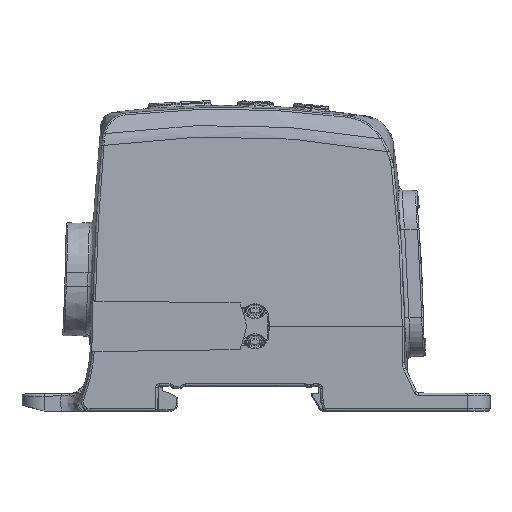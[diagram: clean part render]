
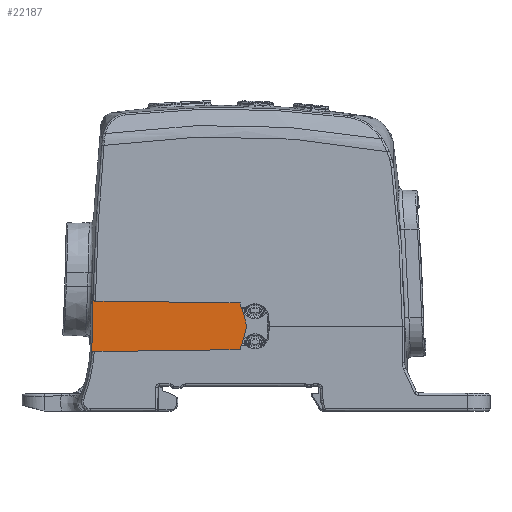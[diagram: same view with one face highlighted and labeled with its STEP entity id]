
A CAD part, left-side view. The second image highlights one B-rep face of the part: STEP entity #22187.
In plain terms, the highlighted planar face has unit normal (-1, 0.009, 0).
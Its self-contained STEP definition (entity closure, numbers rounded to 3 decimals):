
#22138=AXIS2_PLACEMENT_3D('Plane Axis2P3D',#22135,#22136,#22137) ;
#1686=CARTESIAN_POINT('Vertex',(1.686,89.026,16.314)) ;
#1690=CARTESIAN_POINT('Control Point',(1.686,89.026,16.314)) ;
#1691=CARTESIAN_POINT('Control Point',(1.686,89.021,17.312)) ;
#1692=CARTESIAN_POINT('Control Point',(1.686,89.014,18.309)) ;
#1693=CARTESIAN_POINT('Control Point',(1.686,89.004,19.301)) ;
#1694=CARTESIAN_POINT('Control Point',(1.686,88.991,20.45)) ;
#1695=CARTESIAN_POINT('Control Point',(1.686,88.973,21.598)) ;
#1696=CARTESIAN_POINT('Control Point',(1.686,88.968,21.947)) ;
#1697=CARTESIAN_POINT('Control Point',(1.685,88.959,22.493)) ;
#1698=CARTESIAN_POINT('Control Point',(1.685,88.95,23.034)) ;
#1699=CARTESIAN_POINT('Control Point',(1.685,88.943,23.393)) ;
#1700=CARTESIAN_POINT('Control Point',(1.685,88.929,24.117)) ;
#1701=CARTESIAN_POINT('Control Point',(1.685,88.914,24.847)) ;
#1702=CARTESIAN_POINT('Control Point',(1.685,88.905,25.215)) ;
#1703=CARTESIAN_POINT('Control Point',(1.685,88.896,25.602)) ;
#1704=CARTESIAN_POINT('Control Point',(1.685,88.887,25.989)) ;
#1705=CARTESIAN_POINT('Vertex',(1.685,88.887,25.989)) ;
#13330=CARTESIAN_POINT('Vertex',(1.393,55.483,15.04)) ;
#13333=CARTESIAN_POINT('Line Origine',(1.396,55.794,13.878)) ;
#13337=CARTESIAN_POINT('Vertex',(1.399,56.105,12.716)) ;
#13941=CARTESIAN_POINT('Vertex',(1.399,56.105,25.284)) ;
#13944=CARTESIAN_POINT('Line Origine',(1.396,55.794,24.122)) ;
#13948=CARTESIAN_POINT('Vertex',(1.393,55.483,22.96)) ;
#22032=CARTESIAN_POINT('Vertex',(1.688,89.277,12.012)) ;
#22036=CARTESIAN_POINT('Control Point',(1.686,89.026,16.314)) ;
#22037=CARTESIAN_POINT('Control Point',(1.686,89.032,14.879)) ;
#22038=CARTESIAN_POINT('Control Point',(1.687,89.116,13.442)) ;
#22039=CARTESIAN_POINT('Control Point',(1.688,89.277,12.012)) ;
#22103=CARTESIAN_POINT('Vertex',(1.659,85.89,12.001)) ;
#22106=CARTESIAN_POINT('Line Origine',(1.565,75.211,11.967)) ;
#22123=CARTESIAN_POINT('Line Origine',(1.565,75.211,12.257)) ;
#22135=CARTESIAN_POINT('Axis2P3D Location',(1.549,73.35,11.89)) ;
#22140=CARTESIAN_POINT('Line Origine',(1.389,54.987,16.891)) ;
#22144=CARTESIAN_POINT('Vertex',(1.385,54.492,18.742)) ;
#22148=CARTESIAN_POINT('Control Point',(1.385,54.492,18.742)) ;
#22149=CARTESIAN_POINT('Control Point',(1.384,54.465,18.843)) ;
#22150=CARTESIAN_POINT('Control Point',(1.384,54.451,18.947)) ;
#22151=CARTESIAN_POINT('Control Point',(1.384,54.451,19.053)) ;
#22152=CARTESIAN_POINT('Control Point',(1.384,54.465,19.157)) ;
#22153=CARTESIAN_POINT('Control Point',(1.385,54.492,19.258)) ;
#22154=CARTESIAN_POINT('Vertex',(1.385,54.492,19.258)) ;
#22157=CARTESIAN_POINT('Line Origine',(1.389,54.987,21.109)) ;
#22162=CARTESIAN_POINT('Line Origine',(1.529,70.998,25.642)) ;
#22166=CARTESIAN_POINT('Vertex',(1.659,85.89,25.999)) ;
#22169=CARTESIAN_POINT('Line Origine',(1.672,87.389,25.994)) ;
#13334=DIRECTION('Vector Direction',(0.002,0.259,-0.966)) ;
#13945=DIRECTION('Vector Direction',(0.002,0.259,0.966)) ;
#22107=DIRECTION('Vector Direction',(0.009,1.,0.003)) ;
#22124=DIRECTION('Vector Direction',(-0.009,-1.,0.024)) ;
#22136=DIRECTION('Axis2P3D Direction',(-1.,0.009,0.)) ;
#22137=DIRECTION('Axis2P3D XDirection',(0.,0.,1.)) ;
#22141=DIRECTION('Vector Direction',(0.002,0.259,-0.966)) ;
#22158=DIRECTION('Vector Direction',(0.002,0.259,0.966)) ;
#22163=DIRECTION('Vector Direction',(0.009,1.,0.024)) ;
#22170=DIRECTION('Vector Direction',(0.009,1.,-0.003)) ;
#13335=VECTOR('Line Direction',#13334,1.) ;
#13946=VECTOR('Line Direction',#13945,1.) ;
#22108=VECTOR('Line Direction',#22107,1.) ;
#22125=VECTOR('Line Direction',#22124,1.) ;
#22142=VECTOR('Line Direction',#22141,1.) ;
#22159=VECTOR('Line Direction',#22158,1.) ;
#22164=VECTOR('Line Direction',#22163,1.) ;
#22171=VECTOR('Line Direction',#22170,1.) ;
#22175=ORIENTED_EDGE('',*,*,#22127,.F.) ;
#22176=ORIENTED_EDGE('',*,*,#13339,.F.) ;
#22177=ORIENTED_EDGE('',*,*,#22146,.F.) ;
#22178=ORIENTED_EDGE('',*,*,#22156,.T.) ;
#22179=ORIENTED_EDGE('',*,*,#22161,.T.) ;
#22180=ORIENTED_EDGE('',*,*,#13950,.T.) ;
#22181=ORIENTED_EDGE('',*,*,#22168,.T.) ;
#22182=ORIENTED_EDGE('',*,*,#22173,.T.) ;
#22183=ORIENTED_EDGE('',*,*,#1707,.F.) ;
#22184=ORIENTED_EDGE('',*,*,#22040,.T.) ;
#22185=ORIENTED_EDGE('',*,*,#22110,.F.) ;
#22187=ADVANCED_FACE('NONE',(#22186),#22139,.T.) ;
#1689=B_SPLINE_CURVE_WITH_KNOTS('',5,(#1690,#1691,#1692,#1693,#1694,#1695,#1696,#1697,#1698,#1699,#1700,#1701,#1702,#1703,#1704),.UNSPECIFIED.,.F.,.U.,(6,3,3,3,6),(0.,6.943,8.066,10.772,13.481),.UNSPECIFIED.) ;
#22035=B_SPLINE_CURVE_WITH_KNOTS('',3,(#22036,#22037,#22038,#22039),.UNSPECIFIED.,.F.,.U.,(4,4),(0.,6.09),.UNSPECIFIED.) ;
#22147=B_SPLINE_CURVE_WITH_KNOTS('',5,(#22148,#22149,#22150,#22151,#22152,#22153),.UNSPECIFIED.,.F.,.U.,(6,6),(0.,0.74),.UNSPECIFIED.) ;
#1707=EDGE_CURVE('',#1687,#1706,#1689,.T.) ;
#13339=EDGE_CURVE('',#13331,#13338,#13336,.T.) ;
#13950=EDGE_CURVE('',#13949,#13942,#13947,.T.) ;
#22040=EDGE_CURVE('',#1687,#22033,#22035,.T.) ;
#22110=EDGE_CURVE('',#22104,#22033,#22109,.T.) ;
#22127=EDGE_CURVE('',#13338,#22104,#22126,.F.) ;
#22146=EDGE_CURVE('',#22145,#13331,#22143,.T.) ;
#22156=EDGE_CURVE('',#22145,#22155,#22147,.T.) ;
#22161=EDGE_CURVE('',#22155,#13949,#22160,.T.) ;
#22168=EDGE_CURVE('',#13942,#22167,#22165,.T.) ;
#22173=EDGE_CURVE('',#22167,#1706,#22172,.T.) ;
#22174=EDGE_LOOP('',(#22175,#22176,#22177,#22178,#22179,#22180,#22181,#22182,#22183,#22184,#22185)) ;
#22186=FACE_OUTER_BOUND('',#22174,.T.) ;
#13336=LINE('Line',#13333,#13335) ;
#13947=LINE('Line',#13944,#13946) ;
#22109=LINE('Line',#22106,#22108) ;
#22126=LINE('Line',#22123,#22125) ;
#22143=LINE('Line',#22140,#22142) ;
#22160=LINE('Line',#22157,#22159) ;
#22165=LINE('Line',#22162,#22164) ;
#22172=LINE('Line',#22169,#22171) ;
#22139=PLANE('',#22138) ;
#1687=VERTEX_POINT('',#1686) ;
#1706=VERTEX_POINT('',#1705) ;
#13331=VERTEX_POINT('',#13330) ;
#13338=VERTEX_POINT('',#13337) ;
#13942=VERTEX_POINT('',#13941) ;
#13949=VERTEX_POINT('',#13948) ;
#22033=VERTEX_POINT('',#22032) ;
#22104=VERTEX_POINT('',#22103) ;
#22145=VERTEX_POINT('',#22144) ;
#22155=VERTEX_POINT('',#22154) ;
#22167=VERTEX_POINT('',#22166) ;
